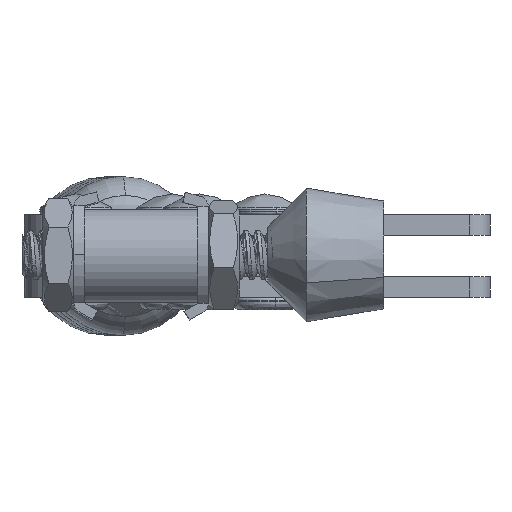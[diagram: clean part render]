
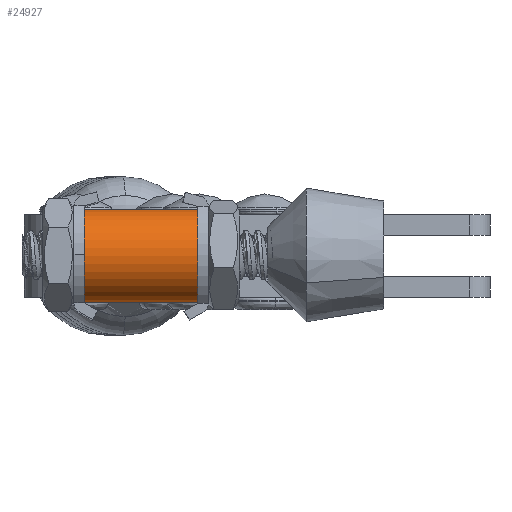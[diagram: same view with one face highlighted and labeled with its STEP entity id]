
A CAD part, left-side view. The second image highlights one B-rep face of the part: STEP entity #24927.
In plain terms, the highlighted cylindrical face has radius 4.5 mm (diameter 9 mm), a partial arc.
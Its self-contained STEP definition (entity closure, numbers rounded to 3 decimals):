
#3154 = VERTEX_POINT ( 'NONE', #26068 ) ;
#3205 = DIRECTION ( 'NONE',  ( 0., 0., -1. ) ) ;
#3457 = ORIENTED_EDGE ( 'NONE', *, *, #22997, .T. ) ;
#5898 = VERTEX_POINT ( 'NONE', #22564 ) ;
#7407 = CYLINDRICAL_SURFACE ( 'NONE', #40736, 4.5 ) ;
#8147 = EDGE_CURVE ( 'NONE', #5898, #13599, #20615, .T. ) ;
#8868 = ORIENTED_EDGE ( 'NONE', *, *, #8147, .F. ) ;
#9369 = LINE ( 'NONE', #16731, #35133 ) ;
#11090 = DIRECTION ( 'NONE',  ( 0., 0., -1. ) ) ;
#13599 = VERTEX_POINT ( 'NONE', #15603 ) ;
#13909 = CARTESIAN_POINT ( 'NONE',  ( -42.9, 16.35, 0. ) ) ;
#14038 = DIRECTION ( 'NONE',  ( 0., -1., 0. ) ) ;
#14189 = AXIS2_PLACEMENT_3D ( 'NONE', #41891, #22549, #3205 ) ;
#15603 = CARTESIAN_POINT ( 'NONE',  ( -42.9, 16.35, 4.5 ) ) ;
#16495 = AXIS2_PLACEMENT_3D ( 'NONE', #13909, #36475, #17143 ) ;
#16731 = CARTESIAN_POINT ( 'NONE',  ( -42.9, 22., -4.5 ) ) ;
#17143 = DIRECTION ( 'NONE',  ( 0., 0., -1. ) ) ;
#17189 = EDGE_LOOP ( 'NONE', ( #3457, #8868, #41498, #32632 ) ) ;
#19216 = CARTESIAN_POINT ( 'NONE',  ( -42.9, 5.35, -4.5 ) ) ;
#20615 = CIRCLE ( 'NONE', #16495, 4.5 ) ;
#22454 = VERTEX_POINT ( 'NONE', #19216 ) ;
#22549 = DIRECTION ( 'NONE',  ( 0., -1., 0. ) ) ;
#22564 = CARTESIAN_POINT ( 'NONE',  ( -42.9, 16.35, -4.5 ) ) ;
#22997 = EDGE_CURVE ( 'NONE', #3154, #13599, #29191, .T. ) ;
#24927 = ADVANCED_FACE ( 'NONE', ( #34182 ), #7407, .T. ) ;
#26068 = CARTESIAN_POINT ( 'NONE',  ( -42.9, 5.35, 4.5 ) ) ;
#27159 = DIRECTION ( 'NONE',  ( 0., -1., 0. ) ) ;
#27164 = EDGE_CURVE ( 'NONE', #5898, #22454, #9369, .T. ) ;
#28148 = VECTOR ( 'NONE', #31048, 1000. ) ;
#29191 = LINE ( 'NONE', #40635, #28148 ) ;
#31048 = DIRECTION ( 'NONE',  ( 0., 1., 0. ) ) ;
#32632 = ORIENTED_EDGE ( 'NONE', *, *, #33090, .F. ) ;
#33090 = EDGE_CURVE ( 'NONE', #3154, #22454, #36805, .T. ) ;
#34182 = FACE_OUTER_BOUND ( 'NONE', #17189, .T. ) ;
#35133 = VECTOR ( 'NONE', #14038, 1000. ) ;
#36475 = DIRECTION ( 'NONE',  ( 0., 1., 0. ) ) ;
#36805 = CIRCLE ( 'NONE', #14189, 4.5 ) ;
#40041 = CARTESIAN_POINT ( 'NONE',  ( -42.9, 22., 0. ) ) ;
#40635 = CARTESIAN_POINT ( 'NONE',  ( -42.9, 22., 4.5 ) ) ;
#40736 = AXIS2_PLACEMENT_3D ( 'NONE', #40041, #27159, #11090 ) ;
#41498 = ORIENTED_EDGE ( 'NONE', *, *, #27164, .T. ) ;
#41891 = CARTESIAN_POINT ( 'NONE',  ( -42.9, 5.35, 0. ) ) ;
